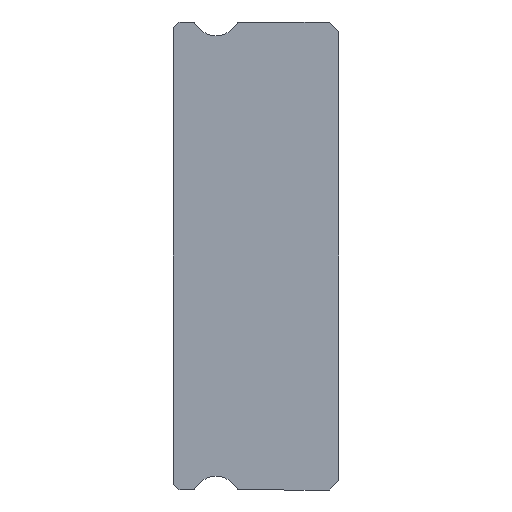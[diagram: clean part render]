
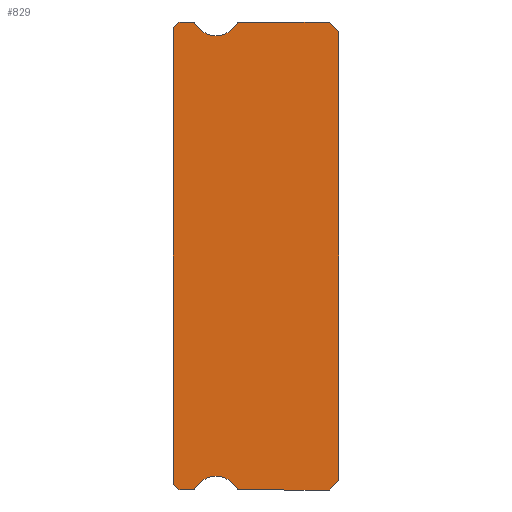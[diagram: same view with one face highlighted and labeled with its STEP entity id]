
A CAD part, left-side view. The second image highlights one B-rep face of the part: STEP entity #829.
In plain terms, the highlighted planar face has unit normal (-1, 0, 0).
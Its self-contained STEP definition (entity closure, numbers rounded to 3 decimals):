
#34 = CARTESIAN_POINT ( 'NONE',  ( -15., 7.383, -11.925 ) ) ;
#48 = ORIENTED_EDGE ( 'NONE', *, *, #1227, .F. ) ;
#49 = LINE ( 'NONE', #1481, #610 ) ;
#71 = DIRECTION ( 'NONE',  ( 1., 0., 0. ) ) ;
#94 = ORIENTED_EDGE ( 'NONE', *, *, #1879, .F. ) ;
#101 = VERTEX_POINT ( 'NONE', #432 ) ;
#129 = CARTESIAN_POINT ( 'NONE',  ( -15., 0., 11.5 ) ) ;
#135 = CARTESIAN_POINT ( 'NONE',  ( -15., 7.512, 12. ) ) ;
#139 = VERTEX_POINT ( 'NONE', #129 ) ;
#144 = LINE ( 'NONE', #1401, #251 ) ;
#153 = VECTOR ( 'NONE', #676, 1000. ) ;
#182 = VECTOR ( 'NONE', #303, 1000. ) ;
#217 = LINE ( 'NONE', #1672, #1366 ) ;
#219 = AXIS2_PLACEMENT_3D ( 'NONE', #846, #1966, #1937 ) ;
#226 = ORIENTED_EDGE ( 'NONE', *, *, #1410, .F. ) ;
#235 = DIRECTION ( 'NONE',  ( 0., 0., -1. ) ) ;
#244 = CARTESIAN_POINT ( 'NONE',  ( -15., 5.217, 11.925 ) ) ;
#249 = CIRCLE ( 'NONE', #989, 0.15 ) ;
#251 = VECTOR ( 'NONE', #1773, 1000. ) ;
#258 = DIRECTION ( 'NONE',  ( 0., -0.707, -0.707 ) ) ;
#266 = CARTESIAN_POINT ( 'NONE',  ( -15., 7.383, 11.925 ) ) ;
#287 = LINE ( 'NONE', #480, #926 ) ;
#303 = DIRECTION ( 'NONE',  ( 0., -1., 0. ) ) ;
#310 = EDGE_CURVE ( 'NONE', #931, #1891, #464, .T. ) ;
#327 = DIRECTION ( 'NONE',  ( 0., 0., -1. ) ) ;
#329 = DIRECTION ( 'NONE',  ( 0., 0., -1. ) ) ;
#330 = FACE_OUTER_BOUND ( 'NONE', #1478, .T. ) ;
#332 = EDGE_CURVE ( 'NONE', #1416, #101, #144, .T. ) ;
#346 = EDGE_CURVE ( 'NONE', #2062, #139, #1247, .T. ) ;
#393 = ORIENTED_EDGE ( 'NONE', *, *, #310, .F. ) ;
#418 = CARTESIAN_POINT ( 'NONE',  ( -15., 8.2, -12. ) ) ;
#426 = ORIENTED_EDGE ( 'NONE', *, *, #1188, .T. ) ;
#430 = ORIENTED_EDGE ( 'NONE', *, *, #1734, .F. ) ;
#432 = CARTESIAN_POINT ( 'NONE',  ( -15., 7.512, -12. ) ) ;
#445 = CIRCLE ( 'NONE', #548, 1.25 ) ;
#464 = LINE ( 'NONE', #135, #182 ) ;
#472 = EDGE_CURVE ( 'NONE', #1019, #1371, #754, .T. ) ;
#480 = CARTESIAN_POINT ( 'NONE',  ( -15., 8.5, 11.7 ) ) ;
#520 = DIRECTION ( 'NONE',  ( 1., 0., 0. ) ) ;
#532 = DIRECTION ( 'NONE',  ( 0., 0., -1. ) ) ;
#544 = DIRECTION ( 'NONE',  ( 0., 0., -1. ) ) ;
#548 = AXIS2_PLACEMENT_3D ( 'NONE', #782, #1778, #327 ) ;
#579 = AXIS2_PLACEMENT_3D ( 'NONE', #1857, #71, #235 ) ;
#588 = DIRECTION ( 'NONE',  ( 0., 1., 0. ) ) ;
#597 = VERTEX_POINT ( 'NONE', #266 ) ;
#610 = VECTOR ( 'NONE', #1781, 1000. ) ;
#613 = EDGE_CURVE ( 'NONE', #1854, #1495, #902, .T. ) ;
#642 = VECTOR ( 'NONE', #588, 1000. ) ;
#646 = CARTESIAN_POINT ( 'NONE',  ( -15., 5.088, -11.85 ) ) ;
#676 = DIRECTION ( 'NONE',  ( 0., 0.707, -0.707 ) ) ;
#698 = CARTESIAN_POINT ( 'NONE',  ( -15., 5.217, -11.925 ) ) ;
#699 = CARTESIAN_POINT ( 'NONE',  ( -15., 8.2, 12. ) ) ;
#723 = EDGE_CURVE ( 'NONE', #1495, #1019, #1559, .T. ) ;
#733 = LINE ( 'NONE', #1351, #1521 ) ;
#744 = ORIENTED_EDGE ( 'NONE', *, *, #1327, .T. ) ;
#748 = DIRECTION ( 'NONE',  ( 0., -0.707, -0.707 ) ) ;
#750 = CARTESIAN_POINT ( 'NONE',  ( -15., 7.512, -12. ) ) ;
#754 = CIRCLE ( 'NONE', #1021, 1.25 ) ;
#767 = ORIENTED_EDGE ( 'NONE', *, *, #1440, .F. ) ;
#772 = DIRECTION ( 'NONE',  ( 0., 0., -1. ) ) ;
#775 = EDGE_CURVE ( 'NONE', #1063, #905, #49, .T. ) ;
#782 = CARTESIAN_POINT ( 'NONE',  ( -15., 6.3, 12.55 ) ) ;
#829 = ADVANCED_FACE ( 'NONE', ( #330 ), #1612, .F. ) ;
#833 = LINE ( 'NONE', #1459, #153 ) ;
#845 = DIRECTION ( 'NONE',  ( 0., 0., -1. ) ) ;
#846 = CARTESIAN_POINT ( 'NONE',  ( -15., 5.088, 11.85 ) ) ;
#902 = LINE ( 'NONE', #750, #642 ) ;
#905 = VERTEX_POINT ( 'NONE', #1319 ) ;
#926 = VECTOR ( 'NONE', #1129, 1000. ) ;
#931 = VERTEX_POINT ( 'NONE', #1043 ) ;
#954 = CARTESIAN_POINT ( 'NONE',  ( -15., 0., -11.5 ) ) ;
#959 = AXIS2_PLACEMENT_3D ( 'NONE', #1967, #1658, #532 ) ;
#967 = CARTESIAN_POINT ( 'NONE',  ( -15., 0., 11.5 ) ) ;
#969 = EDGE_CURVE ( 'NONE', #1433, #1827, #733, .T. ) ;
#972 = DIRECTION ( 'NONE',  ( 1., 0., 0. ) ) ;
#989 = AXIS2_PLACEMENT_3D ( 'NONE', #1407, #1415, #772 ) ;
#1001 = VERTEX_POINT ( 'NONE', #244 ) ;
#1007 = EDGE_CURVE ( 'NONE', #1433, #597, #1484, .T. ) ;
#1019 = VERTEX_POINT ( 'NONE', #698 ) ;
#1021 = AXIS2_PLACEMENT_3D ( 'NONE', #1204, #1042, #544 ) ;
#1042 = DIRECTION ( 'NONE',  ( -1., 0., 0. ) ) ;
#1043 = CARTESIAN_POINT ( 'NONE',  ( -15., 5.088, 12. ) ) ;
#1052 = AXIS2_PLACEMENT_3D ( 'NONE', #1788, #520, #845 ) ;
#1063 = VERTEX_POINT ( 'NONE', #1223 ) ;
#1078 = ORIENTED_EDGE ( 'NONE', *, *, #472, .F. ) ;
#1129 = DIRECTION ( 'NONE',  ( 0., 0.707, -0.707 ) ) ;
#1156 = CARTESIAN_POINT ( 'NONE',  ( -15., 7.512, 12. ) ) ;
#1182 = DIRECTION ( 'NONE',  ( 0., 1., 0. ) ) ;
#1188 = EDGE_CURVE ( 'NONE', #1063, #1416, #1874, .T. ) ;
#1204 = CARTESIAN_POINT ( 'NONE',  ( -15., 6.3, -12.55 ) ) ;
#1223 = CARTESIAN_POINT ( 'NONE',  ( -15., 8.5, -11.7 ) ) ;
#1227 = EDGE_CURVE ( 'NONE', #1244, #1001, #445, .T. ) ;
#1240 = ORIENTED_EDGE ( 'NONE', *, *, #723, .F. ) ;
#1244 = VERTEX_POINT ( 'NONE', #1933 ) ;
#1247 = LINE ( 'NONE', #967, #1898 ) ;
#1288 = EDGE_CURVE ( 'NONE', #1371, #101, #249, .T. ) ;
#1319 = CARTESIAN_POINT ( 'NONE',  ( -15., 8.5, 11.7 ) ) ;
#1327 = EDGE_CURVE ( 'NONE', #1827, #905, #287, .T. ) ;
#1351 = CARTESIAN_POINT ( 'NONE',  ( -15., 8.2, 12. ) ) ;
#1366 = VECTOR ( 'NONE', #258, 1000. ) ;
#1371 = VERTEX_POINT ( 'NONE', #34 ) ;
#1383 = CARTESIAN_POINT ( 'NONE',  ( -15., 0.5, -12. ) ) ;
#1401 = CARTESIAN_POINT ( 'NONE',  ( -15., 7.512, -12. ) ) ;
#1407 = CARTESIAN_POINT ( 'NONE',  ( -15., 7.512, -11.85 ) ) ;
#1410 = EDGE_CURVE ( 'NONE', #2062, #1854, #833, .T. ) ;
#1415 = DIRECTION ( 'NONE',  ( 1., 0., 0. ) ) ;
#1416 = VERTEX_POINT ( 'NONE', #1639 ) ;
#1433 = VERTEX_POINT ( 'NONE', #1156 ) ;
#1440 = EDGE_CURVE ( 'NONE', #597, #1244, #2022, .T. ) ;
#1459 = CARTESIAN_POINT ( 'NONE',  ( -15., 0., -11.5 ) ) ;
#1467 = ORIENTED_EDGE ( 'NONE', *, *, #969, .T. ) ;
#1478 = EDGE_LOOP ( 'NONE', ( #1808, #426, #1601, #1977, #1078, #1240, #1952, #226, #1584, #94, #393, #430, #48, #767, #1668, #1467, #744 ) ) ;
#1481 = CARTESIAN_POINT ( 'NONE',  ( -15., 8.5, 11.85 ) ) ;
#1484 = CIRCLE ( 'NONE', #579, 0.15 ) ;
#1495 = VERTEX_POINT ( 'NONE', #1987 ) ;
#1521 = VECTOR ( 'NONE', #1182, 1000. ) ;
#1559 = CIRCLE ( 'NONE', #1930, 0.15 ) ;
#1584 = ORIENTED_EDGE ( 'NONE', *, *, #346, .T. ) ;
#1601 = ORIENTED_EDGE ( 'NONE', *, *, #332, .T. ) ;
#1612 = PLANE ( 'NONE',  #1052 ) ;
#1625 = CIRCLE ( 'NONE', #219, 0.15 ) ;
#1639 = CARTESIAN_POINT ( 'NONE',  ( -15., 8.2, -12. ) ) ;
#1658 = DIRECTION ( 'NONE',  ( -1., 0., 0. ) ) ;
#1668 = ORIENTED_EDGE ( 'NONE', *, *, #1007, .F. ) ;
#1672 = CARTESIAN_POINT ( 'NONE',  ( -15., 0.5, 12. ) ) ;
#1695 = VECTOR ( 'NONE', #748, 1000. ) ;
#1734 = EDGE_CURVE ( 'NONE', #1001, #931, #1625, .T. ) ;
#1773 = DIRECTION ( 'NONE',  ( 0., -1., 0. ) ) ;
#1778 = DIRECTION ( 'NONE',  ( -1., 0., 0. ) ) ;
#1781 = DIRECTION ( 'NONE',  ( 0., 0., 1. ) ) ;
#1788 = CARTESIAN_POINT ( 'NONE',  ( -15., 7.512, 11.85 ) ) ;
#1808 = ORIENTED_EDGE ( 'NONE', *, *, #775, .F. ) ;
#1827 = VERTEX_POINT ( 'NONE', #699 ) ;
#1854 = VERTEX_POINT ( 'NONE', #1383 ) ;
#1857 = CARTESIAN_POINT ( 'NONE',  ( -15., 7.512, 11.85 ) ) ;
#1874 = LINE ( 'NONE', #418, #1695 ) ;
#1879 = EDGE_CURVE ( 'NONE', #1891, #139, #217, .T. ) ;
#1887 = DIRECTION ( 'NONE',  ( 0., 0., 1. ) ) ;
#1891 = VERTEX_POINT ( 'NONE', #2016 ) ;
#1898 = VECTOR ( 'NONE', #1887, 1000. ) ;
#1930 = AXIS2_PLACEMENT_3D ( 'NONE', #646, #972, #329 ) ;
#1933 = CARTESIAN_POINT ( 'NONE',  ( -15., 6.3, 11.3 ) ) ;
#1937 = DIRECTION ( 'NONE',  ( 0., 0., -1. ) ) ;
#1952 = ORIENTED_EDGE ( 'NONE', *, *, #613, .F. ) ;
#1966 = DIRECTION ( 'NONE',  ( 1., 0., 0. ) ) ;
#1967 = CARTESIAN_POINT ( 'NONE',  ( -15., 6.3, 12.55 ) ) ;
#1977 = ORIENTED_EDGE ( 'NONE', *, *, #1288, .F. ) ;
#1987 = CARTESIAN_POINT ( 'NONE',  ( -15., 5.088, -12. ) ) ;
#2016 = CARTESIAN_POINT ( 'NONE',  ( -15., 0.5, 12. ) ) ;
#2022 = CIRCLE ( 'NONE', #959, 1.25 ) ;
#2062 = VERTEX_POINT ( 'NONE', #954 ) ;
